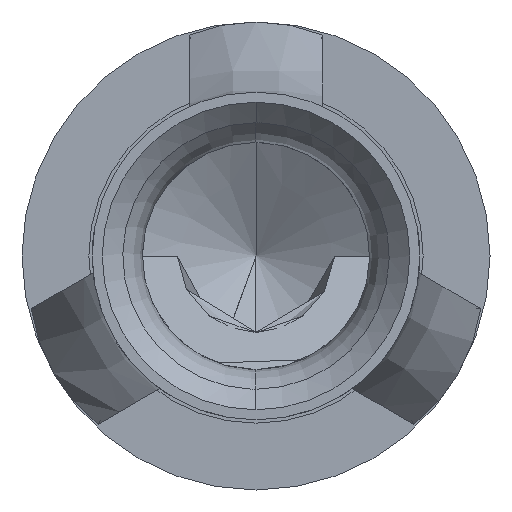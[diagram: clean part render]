
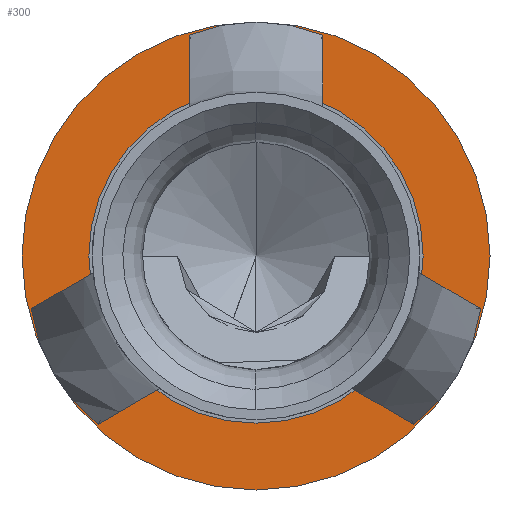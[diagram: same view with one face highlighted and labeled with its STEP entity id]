
A CAD part, left-side view. The second image highlights one B-rep face of the part: STEP entity #300.
In plain terms, the highlighted planar face has unit normal (-1, 0, 0).
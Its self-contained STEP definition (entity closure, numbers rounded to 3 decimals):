
#44=FACE_BOUND('',#501,.T.);
#45=FACE_BOUND('',#502,.T.);
#147=CIRCLE('',#1589,1.75);
#148=CIRCLE('',#1591,1.75);
#149=CIRCLE('',#1593,1.25);
#150=CIRCLE('',#1594,1.25);
#300=ADVANCED_FACE('',(#44,#45),#356,.F.);
#356=PLANE('',#1595);
#501=EDGE_LOOP('',(#771,#772));
#502=EDGE_LOOP('',(#773,#774));
#771=ORIENTED_EDGE('',*,*,#1258,.F.);
#772=ORIENTED_EDGE('',*,*,#1259,.F.);
#773=ORIENTED_EDGE('',*,*,#1254,.F.);
#774=ORIENTED_EDGE('',*,*,#1257,.F.);
#1066=VERTEX_POINT('',#3058);
#1067=VERTEX_POINT('',#3059);
#1068=VERTEX_POINT('',#3066);
#1069=VERTEX_POINT('',#3067);
#1254=EDGE_CURVE('',#1066,#1067,#147,.T.);
#1257=EDGE_CURVE('',#1067,#1066,#148,.T.);
#1258=EDGE_CURVE('',#1068,#1069,#149,.T.);
#1259=EDGE_CURVE('',#1069,#1068,#150,.T.);
#1589=AXIS2_PLACEMENT_3D('',#3057,#1890,#1891);
#1591=AXIS2_PLACEMENT_3D('',#3063,#1896,#1897);
#1593=AXIS2_PLACEMENT_3D('',#3065,#1900,#1901);
#1594=AXIS2_PLACEMENT_3D('',#3068,#1902,#1903);
#1595=AXIS2_PLACEMENT_3D('',#3069,#1904,#1905);
#1890=DIRECTION('',(1.,0.,0.));
#1891=DIRECTION('',(0.,0.,1.));
#1896=DIRECTION('',(1.,0.,0.));
#1897=DIRECTION('',(0.,0.,-1.));
#1900=DIRECTION('',(-1.,0.,0.));
#1901=DIRECTION('',(0.,0.,1.));
#1902=DIRECTION('',(-1.,0.,0.));
#1903=DIRECTION('',(0.,0.,-1.));
#1904=DIRECTION('',(1.,0.,0.));
#1905=DIRECTION('',(0.,0.,-1.));
#3057=CARTESIAN_POINT('',(0.95,0.,0.));
#3058=CARTESIAN_POINT('',(0.95,0.,1.75));
#3059=CARTESIAN_POINT('',(0.95,0.,-1.75));
#3063=CARTESIAN_POINT('',(0.95,0.,0.));
#3065=CARTESIAN_POINT('',(0.95,0.,0.));
#3066=CARTESIAN_POINT('',(0.95,0.,1.25));
#3067=CARTESIAN_POINT('',(0.95,0.,-1.25));
#3068=CARTESIAN_POINT('',(0.95,0.,0.));
#3069=CARTESIAN_POINT('',(0.95,0.,0.));
